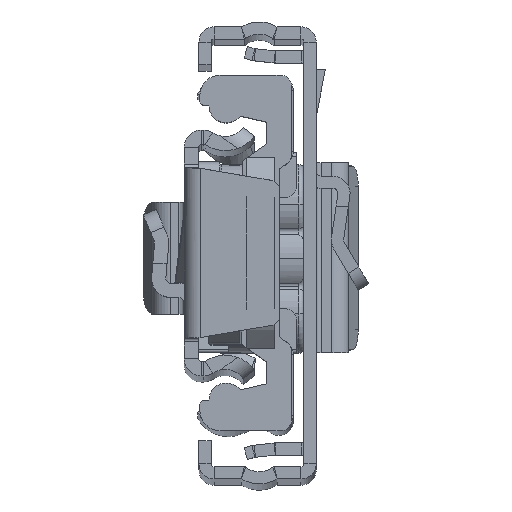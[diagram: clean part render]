
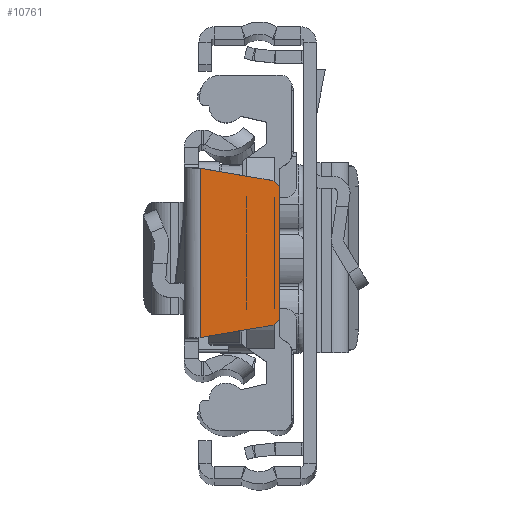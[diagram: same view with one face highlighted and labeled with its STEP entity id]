
A CAD part, top view. The second image highlights one B-rep face of the part: STEP entity #10761.
In plain terms, the highlighted planar face has unit normal (0, 0, 1).
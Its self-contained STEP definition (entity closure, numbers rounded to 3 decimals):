
#589 = LINE ( 'NONE', #1853, #1606 ) ;
#929 = CARTESIAN_POINT ( 'NONE',  ( 9.4, 6.156, 0. ) ) ;
#968 = DIRECTION ( 'NONE',  ( 0., 0., -1. ) ) ;
#1606 = VECTOR ( 'NONE', #11866, 1000. ) ;
#1634 = ORIENTED_EDGE ( 'NONE', *, *, #4316, .T. ) ;
#1754 = AXIS2_PLACEMENT_3D ( 'NONE', #9635, #968, #7569 ) ;
#1853 = CARTESIAN_POINT ( 'NONE',  ( 9.4, 6.156, 0. ) ) ;
#2153 = DIRECTION ( 'NONE',  ( 0.986, 0.168, 0. ) ) ;
#3409 = CARTESIAN_POINT ( 'NONE',  ( 8.568, 7.142, 0. ) ) ;
#4316 = EDGE_CURVE ( 'NONE', #17157, #7790, #17010, .T. ) ;
#4363 = AXIS2_PLACEMENT_3D ( 'NONE', #10183, #13525, #20132 ) ;
#4593 = PLANE ( 'NONE',  #1754 ) ;
#5828 = FACE_OUTER_BOUND ( 'NONE', #13686, .T. ) ;
#6286 = VERTEX_POINT ( 'NONE', #3409 ) ;
#6294 = CARTESIAN_POINT ( 'NONE',  ( 1.6, 8.333, 0. ) ) ;
#6944 = CARTESIAN_POINT ( 'NONE',  ( 8.568, -7.142, 0. ) ) ;
#7022 = CARTESIAN_POINT ( 'NONE',  ( 1.5, 8.35, 0. ) ) ;
#7569 = DIRECTION ( 'NONE',  ( 1., 0., 0. ) ) ;
#7790 = VERTEX_POINT ( 'NONE', #9091 ) ;
#7824 = EDGE_CURVE ( 'NONE', #9474, #6286, #11590, .T. ) ;
#8879 = LINE ( 'NONE', #7022, #12516 ) ;
#8976 = VERTEX_POINT ( 'NONE', #6294 ) ;
#9091 = CARTESIAN_POINT ( 'NONE',  ( 8.568, -7.142, 0. ) ) ;
#9474 = VERTEX_POINT ( 'NONE', #929 ) ;
#9635 = CARTESIAN_POINT ( 'NONE',  ( 8.4, 6.156, 0. ) ) ;
#10183 = CARTESIAN_POINT ( 'NONE',  ( 8.4, -6.156, 0. ) ) ;
#10233 = AXIS2_PLACEMENT_3D ( 'NONE', #12142, #13759, #20378 ) ;
#10761 = ADVANCED_FACE ( 'NONE', ( #5828 ), #4593, .F. ) ;
#10841 = CARTESIAN_POINT ( 'NONE',  ( 1.6, -8.333, 0. ) ) ;
#11102 = ORIENTED_EDGE ( 'NONE', *, *, #14450, .T. ) ;
#11590 = CIRCLE ( 'NONE', #10233, 1. ) ;
#11866 = DIRECTION ( 'NONE',  ( 0., 1., 0. ) ) ;
#12142 = CARTESIAN_POINT ( 'NONE',  ( 8.4, 6.156, 0. ) ) ;
#12235 = CARTESIAN_POINT ( 'NONE',  ( 1.6, -8.333, 0. ) ) ;
#12407 = VERTEX_POINT ( 'NONE', #18917 ) ;
#12516 = VECTOR ( 'NONE', #13871, 1000. ) ;
#12802 = EDGE_CURVE ( 'NONE', #12407, #9474, #589, .T. ) ;
#13525 = DIRECTION ( 'NONE',  ( 0., 0., 1. ) ) ;
#13686 = EDGE_LOOP ( 'NONE', ( #18431, #1634, #14633, #20858, #18867, #11102 ) ) ;
#13759 = DIRECTION ( 'NONE',  ( 0., 0., 1. ) ) ;
#13871 = DIRECTION ( 'NONE',  ( -0.986, 0.168, 0. ) ) ;
#14450 = EDGE_CURVE ( 'NONE', #6286, #8976, #8879, .T. ) ;
#14488 = LINE ( 'NONE', #10841, #16453 ) ;
#14633 = ORIENTED_EDGE ( 'NONE', *, *, #19463, .T. ) ;
#16453 = VECTOR ( 'NONE', #17716, 1000. ) ;
#17010 = LINE ( 'NONE', #6944, #18560 ) ;
#17157 = VERTEX_POINT ( 'NONE', #12235 ) ;
#17217 = CIRCLE ( 'NONE', #4363, 1. ) ;
#17716 = DIRECTION ( 'NONE',  ( 0., -1., 0. ) ) ;
#18044 = EDGE_CURVE ( 'NONE', #8976, #17157, #14488, .T. ) ;
#18431 = ORIENTED_EDGE ( 'NONE', *, *, #18044, .T. ) ;
#18560 = VECTOR ( 'NONE', #2153, 1000. ) ;
#18867 = ORIENTED_EDGE ( 'NONE', *, *, #7824, .T. ) ;
#18917 = CARTESIAN_POINT ( 'NONE',  ( 9.4, -6.156, 0. ) ) ;
#19463 = EDGE_CURVE ( 'NONE', #7790, #12407, #17217, .T. ) ;
#20132 = DIRECTION ( 'NONE',  ( 1., 0., 0. ) ) ;
#20378 = DIRECTION ( 'NONE',  ( 1., 0., 0. ) ) ;
#20858 = ORIENTED_EDGE ( 'NONE', *, *, #12802, .T. ) ;
